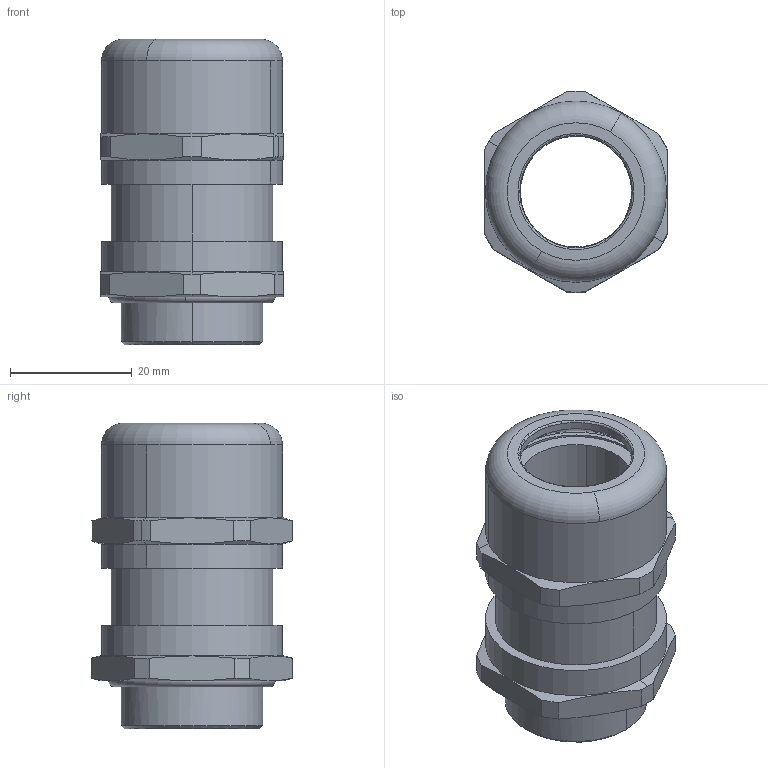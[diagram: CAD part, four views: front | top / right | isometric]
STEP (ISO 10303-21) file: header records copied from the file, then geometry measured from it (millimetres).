
FILE_DESCRIPTION(('CATIA V5 STEP Exchange','CAx-IF Rec.Pracs.--- Model Styling and Organization---1.5--- 2016-08-15','CAx-IF Rec.Pracs.---Supplemental Geometry---1.0---2011-11-01','CAx-IF Rec.Pracs.--- Composite Materials ---1.1---2010-07-15'),'2;1');
FILE_NAME ('D1462080_0', '2025-09-22T09:09:19+00:00', ('none'), ('Weidmueller'), 'CATIA Version 5-6 Release 2024 SP4', 'CATIA V5 STEP AP214 v3', 'none');
FILE_SCHEMA(('AUTOMOTIVE_DESIGN { 1 0 10303 214 1 1 1 1 }'));
Length unit declared in the file: millimetre
Products named in the file (1): 63079_VG_M25
Bounding box: 30 x 33.02 x 50.15 mm (x, y, z)
Volume: 12042.3 mm3; surface area: 18251.9 mm2
Topology: 6 solids, 6 shells, 163 faces, 382 edges, 240 vertices
Faces by surface type: cylinder 56, plane 51, cone 40, torus 16
Entity records: 5232 total; most frequent: CARTESIAN_POINT 1886, ORIENTED_EDGE 764, DIRECTION 495, EDGE_CURVE 382, AXIS2_PLACEMENT_3D 265, VERTEX_POINT 240, EDGE_LOOP 184, ADVANCED_FACE 163
